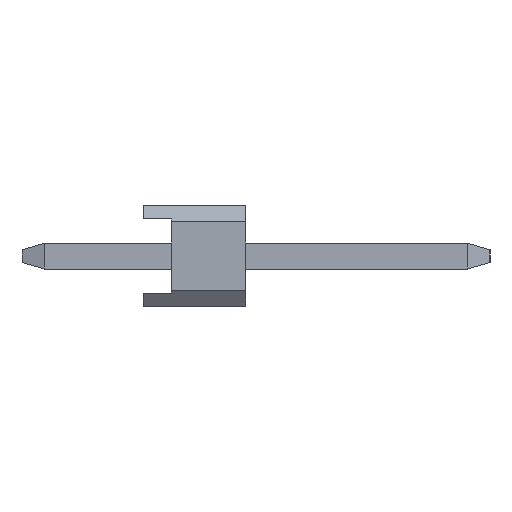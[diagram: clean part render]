
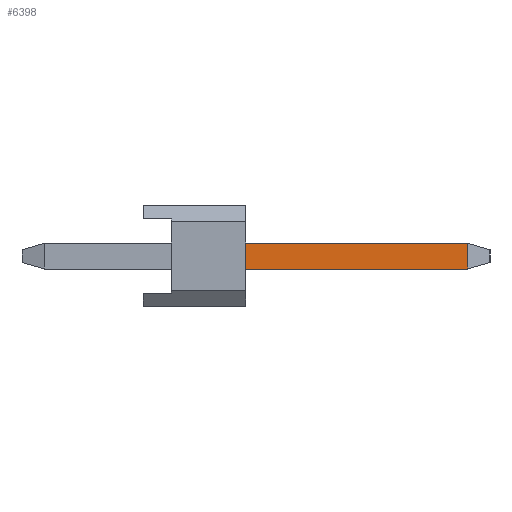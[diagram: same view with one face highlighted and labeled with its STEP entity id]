
A CAD part, left-side view. The second image highlights one B-rep face of the part: STEP entity #6398.
In plain terms, the highlighted planar face has unit normal (-1, 0, 0).
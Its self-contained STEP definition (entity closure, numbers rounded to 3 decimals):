
#3842=EDGE_CURVE('',#7672,#4548,#11245,.T.);
#4304=VERTEX_POINT('',#11755);
#4548=VERTEX_POINT('',#12025);
#6076=EDGE_CURVE('',#4548,#10458,#13694,.T.);
#6398=ADVANCED_FACE('',(#14053),#14054,.T.);
#6488=EDGE_CURVE('',#4304,#7672,#14152,.T.);
#7672=VERTEX_POINT('',#15491);
#9764=EDGE_CURVE('',#10458,#4304,#17788,.T.);
#10458=VERTEX_POINT('',#18542);
#11245=LINE('',#19453,#19454);
#11755=CARTESIAN_POINT('',(-29.53,-8.054,-0.32));
#12025=CARTESIAN_POINT('',(-29.53,-2.54,0.32));
#13694=LINE('',#23016,#23017);
#14053=FACE_OUTER_BOUND('',#23542,.T.);
#14054=PLANE('',#23543);
#14152=LINE('',#23686,#23687);
#15491=CARTESIAN_POINT('',(-29.53,-2.54,-0.32));
#17788=LINE('',#28910,#28911);
#18542=CARTESIAN_POINT('',(-29.53,-8.054,0.32));
#19453=CARTESIAN_POINT('',(-29.53,-2.54,0.252));
#19454=VECTOR('',#31174,1.0);
#23016=CARTESIAN_POINT('',(-29.53,-2.8,0.32));
#23017=VECTOR('',#33515,1.0);
#23542=EDGE_LOOP('',(#33910,#33911,#33912,#33913));
#23543=AXIS2_PLACEMENT_3D('',#33914,#33915,#33916);
#23686=CARTESIAN_POINT('',(-29.53,2.454,-0.32));
#23687=VECTOR('',#34003,1.0);
#28910=CARTESIAN_POINT('',(-29.53,-8.054,0.5));
#28911=VECTOR('',#37933,1.0);
#31174=DIRECTION('',(0.,0.,1.0));
#33515=DIRECTION('',(0.,-1.0,0.));
#33910=ORIENTED_EDGE('',*,*,#3842,.F.);
#33911=ORIENTED_EDGE('',*,*,#6488,.F.);
#33912=ORIENTED_EDGE('',*,*,#9764,.F.);
#33913=ORIENTED_EDGE('',*,*,#6076,.F.);
#33914=CARTESIAN_POINT('',(-29.53,2.454,0.5));
#33915=DIRECTION('',(-1.0,0.,0.));
#33916=DIRECTION('',(0.,1.0,0.));
#34003=DIRECTION('',(0.,1.0,0.));
#37933=DIRECTION('',(0.0,0.,-1.0));
